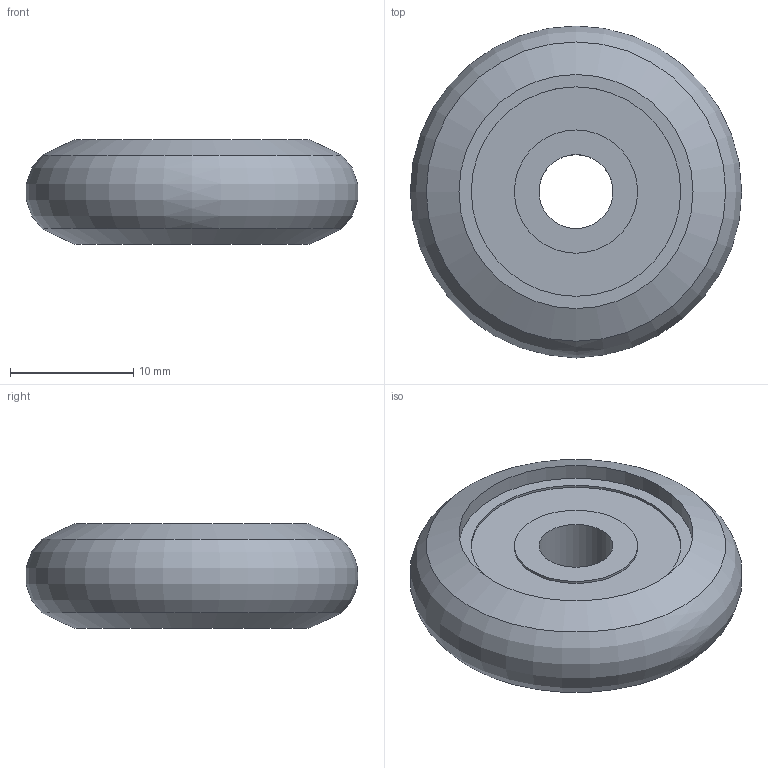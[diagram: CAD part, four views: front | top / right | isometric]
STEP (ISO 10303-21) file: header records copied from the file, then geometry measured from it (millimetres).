
FILE_DESCRIPTION(('FreeCAD Model'),'2;1');
FILE_NAME('Open CASCADE Shape Model','2021-04-26T21:11:04',('Author'),( ''),'Open CASCADE STEP processor 7.4','FreeCAD','Unknown');
FILE_SCHEMA(('AUTOMOTIVE_DESIGN { 1 0 10303 214 1 1 1 1 }'));
Length unit declared in the file: millimetre
Products named in the file (1): VM8_R6x27x8.5
Bounding box: 26.89 x 26.94 x 8.5 mm (x, y, z)
Volume: 3216.6 mm3; surface area: 1760.5 mm2
Topology: 1 solids, 1 shells, 16 faces, 26 edges, 16 vertices
Faces by surface type: cylinder 7, plane 6, cone 2, revolution 1
Full cylindrical faces by diameter (mm): 6 x1, 10 x2, 17 x2, 19 x2
Entity records: 761 total; most frequent: CARTESIAN_POINT 148, DIRECTION 124, ORIENTED_EDGE 52, PCURVE 52, DEFINITIONAL_REPRESENTATION 52, LINE 49, VECTOR 49, AXIS2_PLACEMENT_3D 34
